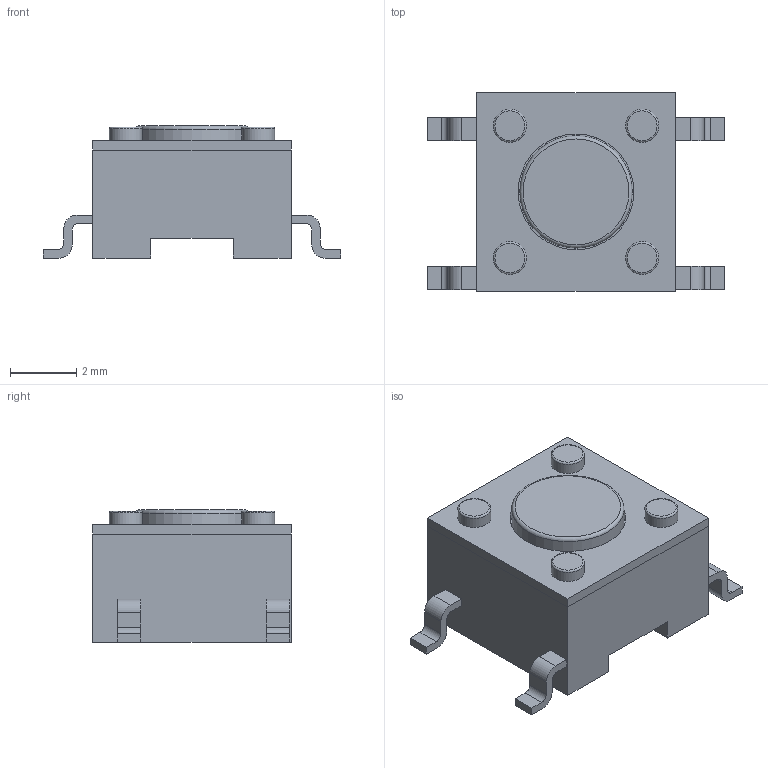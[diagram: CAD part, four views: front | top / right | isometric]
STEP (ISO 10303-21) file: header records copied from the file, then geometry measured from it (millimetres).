
FILE_DESCRIPTION(('FreeCAD Model'),'2;1');
FILE_NAME('FSM2JSMAATR-PushButton2b.stp', '2019-06-22T10:47:29',('Author'),(''), 'Open CASCADE STEP processor 7.3','FreeCAD','Unknown');
FILE_SCHEMA(('AUTOMOTIVE_DESIGN { 1 0 10303 214 1 1 1 1 }'));
Length unit declared in the file: millimetre
Products named in the file (6): Pad; Pocket; Legs_Array_(Mirror_#1); Fillet; Rivet_Array; Legs_Array
Bounding box: 9 x 6 x 4 mm (x, y, z)
Volume: 126.1 mm3; surface area: 273.3 mm2
Topology: 11 solids, 11 shells, 93 faces, 536 edges, 1425 vertices
Faces by surface type: plane 66, cylinder 22, torus 5
Full cylindrical faces by diameter (mm): 1 x4, 3.4 x1, 3.5 x1
Entity records: 9804 total; most frequent: CARTESIAN_POINT 2637, DIRECTION 1238, LINE 724, VECTOR 724, ORIENTED_EDGE 416, PCURVE 416, DEFINITIONAL_REPRESENTATION 416, GEOMETRIC_CURVE_SET 331
